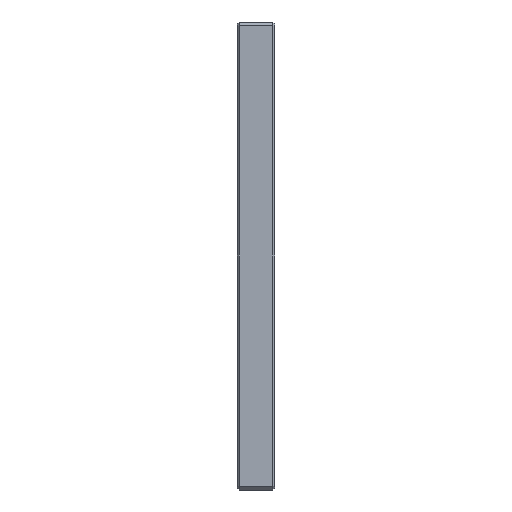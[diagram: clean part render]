
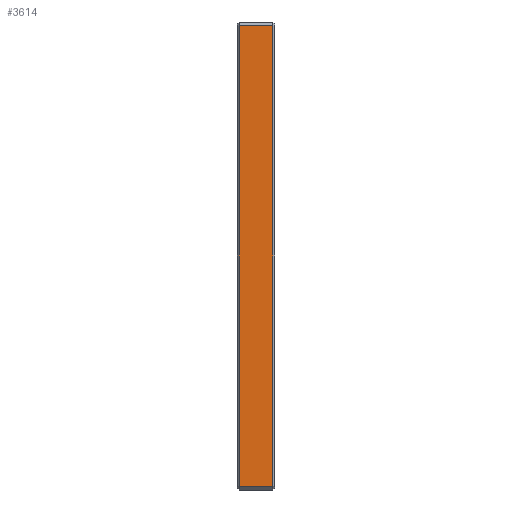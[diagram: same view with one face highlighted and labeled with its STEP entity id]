
A CAD part, left-side view. The second image highlights one B-rep face of the part: STEP entity #3614.
In plain terms, the highlighted planar face has unit normal (-1, 0, 0).
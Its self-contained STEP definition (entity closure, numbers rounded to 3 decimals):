
#22 = EDGE_CURVE ( 'NONE', #4422, #884, #3412, .T. ) ;
#342 = LINE ( 'NONE', #3036, #3769 ) ;
#756 = LINE ( 'NONE', #3334, #3331 ) ;
#823 = ORIENTED_EDGE ( 'NONE', *, *, #2748, .T. ) ;
#884 = VERTEX_POINT ( 'NONE', #3926 ) ;
#931 = DIRECTION ( 'NONE',  ( 0., 0., 1. ) ) ;
#940 = CARTESIAN_POINT ( 'NONE',  ( -65., 4.75, -60. ) ) ;
#1097 = DIRECTION ( 'NONE',  ( 0., 0., -1. ) ) ;
#1224 = ORIENTED_EDGE ( 'NONE', *, *, #3112, .T. ) ;
#1802 = ORIENTED_EDGE ( 'NONE', *, *, #22, .T. ) ;
#1860 = VERTEX_POINT ( 'NONE', #2543 ) ;
#1872 = CARTESIAN_POINT ( 'NONE',  ( -65., 4.25, -59. ) ) ;
#1935 = VECTOR ( 'NONE', #1097, 1000. ) ;
#1969 = DIRECTION ( 'NONE',  ( 0., 0., -1. ) ) ;
#2110 = CARTESIAN_POINT ( 'NONE',  ( -65., 4.25, -59. ) ) ;
#2155 = CARTESIAN_POINT ( 'NONE',  ( -65., 4.25, 59. ) ) ;
#2357 = AXIS2_PLACEMENT_3D ( 'NONE', #940, #3045, #1969 ) ;
#2359 = DIRECTION ( 'NONE',  ( 0., 1., 0. ) ) ;
#2543 = CARTESIAN_POINT ( 'NONE',  ( -65., -4.25, 59. ) ) ;
#2655 = PLANE ( 'NONE',  #2357 ) ;
#2748 = EDGE_CURVE ( 'NONE', #3784, #4422, #2801, .T. ) ;
#2786 = CARTESIAN_POINT ( 'NONE',  ( -65., 4.75, -59. ) ) ;
#2801 = LINE ( 'NONE', #2110, #1935 ) ;
#2833 = DIRECTION ( 'NONE',  ( 0., -1., 0. ) ) ;
#3036 = CARTESIAN_POINT ( 'NONE',  ( -65., 4.75, 59. ) ) ;
#3045 = DIRECTION ( 'NONE',  ( 1., 0., 0. ) ) ;
#3112 = EDGE_CURVE ( 'NONE', #1860, #3784, #342, .T. ) ;
#3331 = VECTOR ( 'NONE', #931, 1000. ) ;
#3334 = CARTESIAN_POINT ( 'NONE',  ( -65., -4.25, -60. ) ) ;
#3412 = LINE ( 'NONE', #2786, #4159 ) ;
#3614 = ADVANCED_FACE ( 'NONE', ( #4352 ), #2655, .F. ) ;
#3769 = VECTOR ( 'NONE', #2359, 1000. ) ;
#3784 = VERTEX_POINT ( 'NONE', #2155 ) ;
#3833 = ORIENTED_EDGE ( 'NONE', *, *, #4041, .T. ) ;
#3926 = CARTESIAN_POINT ( 'NONE',  ( -65., -4.25, -59. ) ) ;
#4041 = EDGE_CURVE ( 'NONE', #884, #1860, #756, .T. ) ;
#4159 = VECTOR ( 'NONE', #2833, 1000. ) ;
#4352 = FACE_OUTER_BOUND ( 'NONE', #4374, .T. ) ;
#4374 = EDGE_LOOP ( 'NONE', ( #1802, #3833, #1224, #823 ) ) ;
#4422 = VERTEX_POINT ( 'NONE', #1872 ) ;
